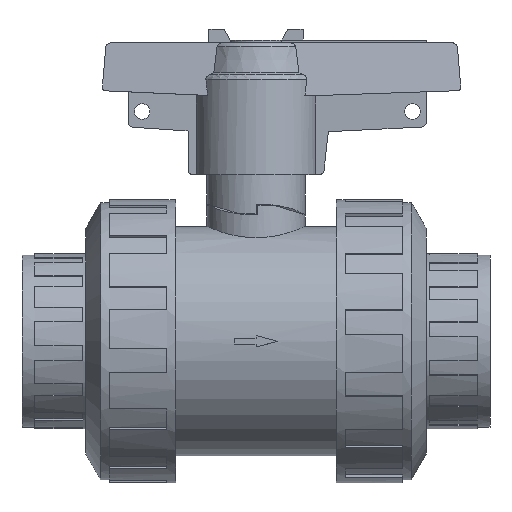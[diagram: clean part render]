
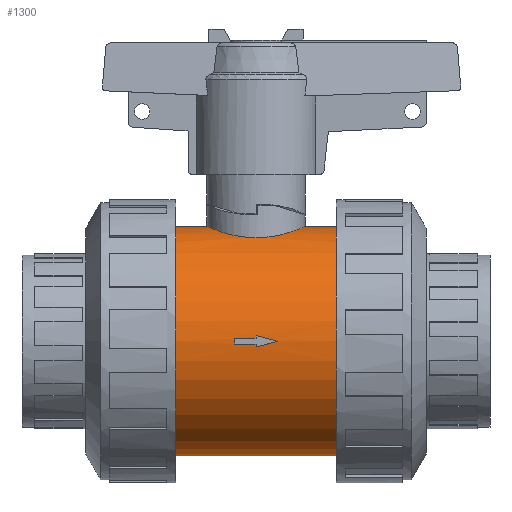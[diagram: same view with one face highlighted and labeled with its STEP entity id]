
A CAD part, front view. The second image highlights one B-rep face of the part: STEP entity #1300.
In plain terms, the highlighted cylindrical face has radius 40.905 mm (diameter 81.81 mm), a partial arc.
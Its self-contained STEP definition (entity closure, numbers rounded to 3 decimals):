
#1300=ADVANCED_FACE('',(#2626,#2627),#2628,.T.);
#2626=FACE_OUTER_BOUND('',#3959,.T.);
#2627=FACE_BOUND('',#3960,.T.);
#2628=CYLINDRICAL_SURFACE('',#3961,40.905);
#3959=EDGE_LOOP('',(#8058,#8059,#8060,#8061,#8062,#8063,#8064));
#3960=EDGE_LOOP('',(#8065,#8066,#8067,#8068,#8069,#8070,#8071));
#3961=AXIS2_PLACEMENT_3D('',#8072,#8073,#8074);
#8058=ORIENTED_EDGE('',*,*,#8207,.T.);
#8059=ORIENTED_EDGE('',*,*,#9811,.T.);
#8060=ORIENTED_EDGE('',*,*,#8210,.T.);
#8061=ORIENTED_EDGE('',*,*,#9812,.T.);
#8062=ORIENTED_EDGE('',*,*,#9813,.T.);
#8063=ORIENTED_EDGE('',*,*,#8209,.T.);
#8064=ORIENTED_EDGE('',*,*,#9814,.T.);
#8065=ORIENTED_EDGE('',*,*,#9795,.T.);
#8066=ORIENTED_EDGE('',*,*,#9784,.T.);
#8067=ORIENTED_EDGE('',*,*,#9773,.T.);
#8068=ORIENTED_EDGE('',*,*,#9760,.T.);
#8069=ORIENTED_EDGE('',*,*,#9765,.T.);
#8070=ORIENTED_EDGE('',*,*,#9777,.T.);
#8071=ORIENTED_EDGE('',*,*,#9788,.T.);
#8072=CARTESIAN_POINT('',(0.0,0.0,0.0));
#8073=DIRECTION('',(1.0,0.0,0.0));
#8074=DIRECTION('',(0.0,0.0,-1.0));
#8207=EDGE_CURVE('',#9888,#9889,#9890,.T.);
#8209=EDGE_CURVE('',#9856,#9891,#9893,.T.);
#8210=EDGE_CURVE('',#9894,#9853,#9895,.T.);
#9760=EDGE_CURVE('',#12200,#12201,#12202,.T.);
#9765=EDGE_CURVE('',#12201,#12209,#12210,.T.);
#9773=EDGE_CURVE('',#12221,#12200,#12222,.T.);
#9777=EDGE_CURVE('',#12209,#12227,#12228,.T.);
#9784=EDGE_CURVE('',#12237,#12221,#12238,.T.);
#9788=EDGE_CURVE('',#12227,#12243,#12244,.T.);
#9795=EDGE_CURVE('',#12243,#12237,#12253,.T.);
#9811=EDGE_CURVE('',#9889,#9894,#12272,.T.);
#9812=EDGE_CURVE('',#9853,#12273,#12274,.T.);
#9813=EDGE_CURVE('',#12273,#9856,#12275,.T.);
#9814=EDGE_CURVE('',#9891,#9888,#12276,.T.);
#9853=VERTEX_POINT('',#12320);
#9856=VERTEX_POINT('',#12324);
#9888=VERTEX_POINT('',#12398);
#9889=VERTEX_POINT('',#12399);
#9890=LINE('',#12400,#12401);
#9891=VERTEX_POINT('',#12402);
#9893=LINE('',#12404,#12405);
#9894=VERTEX_POINT('',#12406);
#9895=LINE('',#12407,#12408);
#12200=VERTEX_POINT('',#15932);
#12201=VERTEX_POINT('',#15933);
#12202=LINE('',#15934,#15935);
#12209=VERTEX_POINT('',#15945);
#12210=CIRCLE('',#15946,40.905);
#12221=VERTEX_POINT('',#15962);
#12222=CIRCLE('',#15963,40.905);
#12227=VERTEX_POINT('',#15970);
#12228=ELLIPSE('',#15971,160.647,40.905);
#12237=VERTEX_POINT('',#15984);
#12238=LINE('',#15985,#15986);
#12243=VERTEX_POINT('',#15993);
#12244=ELLIPSE('',#15994,160.647,40.905);
#12253=CIRCLE('',#16007,40.905);
#12272=CIRCLE('',#16034,40.905);
#12273=VERTEX_POINT('',#16035);
#12274=B_SPLINE_CURVE_WITH_KNOTS('',3,(#16036,#16037,#16038,#16039,#16040,#16041,#16042,#16043,#16044,#16045,#16046,#16047,#16048,#16049,#16050,#16051,#16052,#16053,#16054,#16055),.UNSPECIFIED.,.F.,.F.,(4,2,2,2,2,2,2,2,2,4),(80.195,83.535,86.874,90.213,93.552,96.896,100.24,103.583,105.255,106.927),.UNSPECIFIED.);
#12275=B_SPLINE_CURVE_WITH_KNOTS('',3,(#16056,#16057,#16058,#16059,#16060,#16061,#16062,#16063,#16064,#16065,#16066,#16067,#16068,#16069,#16070,#16071,#16072,#16073,#16074,#16075),.UNSPECIFIED.,.F.,.F.,(4,2,2,2,2,2,2,2,2,4),(0.0,1.672,3.344,6.687,10.031,13.375,16.714,20.053,23.393,26.732),.UNSPECIFIED.);
#12276=CIRCLE('',#16076,40.905);
#12320=CARTESIAN_POINT('',(17.49,0.,40.905));
#12324=CARTESIAN_POINT('',(-17.49,0.,40.905));
#12398=CARTESIAN_POINT('',(-28.676,0.,-40.905));
#12399=CARTESIAN_POINT('',(28.676,0.,-40.905));
#12400=CARTESIAN_POINT('',(0.0,0.,-40.905));
#12401=VECTOR('',#16152,1.0);
#12402=CARTESIAN_POINT('',(-28.676,0.,40.905));
#12404=CARTESIAN_POINT('',(0.0,0.,40.905));
#12405=VECTOR('',#16156,1.0);
#12406=CARTESIAN_POINT('',(28.676,0.,40.905));
#12407=CARTESIAN_POINT('',(0.0,0.,40.905));
#12408=VECTOR('',#16157,1.0);
#15932=CARTESIAN_POINT('',(-7.661,-40.893,1.009));
#15933=CARTESIAN_POINT('',(0.0,-40.893,1.009));
#15934=CARTESIAN_POINT('',(-3.831,-40.893,1.009));
#15935=VECTOR('',#18057,1.0);
#15945=CARTESIAN_POINT('',(0.0,-40.855,2.017));
#15946=AXIS2_PLACEMENT_3D('',#18061,#18062,#18063);
#15962=CARTESIAN_POINT('',(-7.661,-40.893,-1.009));
#15963=AXIS2_PLACEMENT_3D('',#18069,#18070,#18071);
#15970=CARTESIAN_POINT('',(7.661,-40.905,0.0));
#15971=AXIS2_PLACEMENT_3D('',#18074,#18075,#18076);
#15984=CARTESIAN_POINT('',(0.0,-40.893,-1.009));
#15985=CARTESIAN_POINT('',(-3.831,-40.893,-1.009));
#15986=VECTOR('',#18081,1.0);
#15993=CARTESIAN_POINT('',(0.0,-40.855,-2.017));
#15994=AXIS2_PLACEMENT_3D('',#18084,#18085,#18086);
#16007=AXIS2_PLACEMENT_3D('',#18091,#18092,#18093);
#16034=AXIS2_PLACEMENT_3D('',#18102,#18103,#18104);
#16035=CARTESIAN_POINT('',(0.0,-17.49,36.977));
#16036=CARTESIAN_POINT('',(17.49,0.,40.905));
#16037=CARTESIAN_POINT('',(17.49,-1.113,40.905));
#16038=CARTESIAN_POINT('',(17.382,-2.26,40.858));
#16039=CARTESIAN_POINT('',(16.932,-4.532,40.669));
#16040=CARTESIAN_POINT('',(16.591,-5.657,40.527));
#16041=CARTESIAN_POINT('',(15.694,-7.808,40.168));
#16042=CARTESIAN_POINT('',(15.138,-8.835,39.951));
#16043=CARTESIAN_POINT('',(13.858,-10.731,39.484));
#16044=CARTESIAN_POINT('',(13.135,-11.599,39.234));
#16045=CARTESIAN_POINT('',(11.598,-13.136,38.747));
#16046=CARTESIAN_POINT('',(10.729,-13.86,38.492));
#16047=CARTESIAN_POINT('',(8.834,-15.138,38.007));
#16048=CARTESIAN_POINT('',(7.807,-15.694,37.778));
#16049=CARTESIAN_POINT('',(5.658,-16.59,37.393));
#16050=CARTESIAN_POINT('',(4.534,-16.932,37.237));
#16051=CARTESIAN_POINT('',(2.83,-17.269,37.081));
#16052=CARTESIAN_POINT('',(2.259,-17.353,37.042));
#16053=CARTESIAN_POINT('',(1.123,-17.463,36.99));
#16054=CARTESIAN_POINT('',(0.557,-17.49,36.977));
#16055=CARTESIAN_POINT('',(0.0,-17.49,36.977));
#16056=CARTESIAN_POINT('',(0.0,-17.49,36.977));
#16057=CARTESIAN_POINT('',(-0.557,-17.49,36.977));
#16058=CARTESIAN_POINT('',(-1.123,-17.463,36.99));
#16059=CARTESIAN_POINT('',(-2.259,-17.353,37.042));
#16060=CARTESIAN_POINT('',(-2.83,-17.269,37.081));
#16061=CARTESIAN_POINT('',(-4.534,-16.932,37.237));
#16062=CARTESIAN_POINT('',(-5.658,-16.59,37.393));
#16063=CARTESIAN_POINT('',(-7.807,-15.694,37.778));
#16064=CARTESIAN_POINT('',(-8.834,-15.138,38.007));
#16065=CARTESIAN_POINT('',(-10.729,-13.86,38.492));
#16066=CARTESIAN_POINT('',(-11.598,-13.136,38.747));
#16067=CARTESIAN_POINT('',(-13.135,-11.599,39.234));
#16068=CARTESIAN_POINT('',(-13.858,-10.731,39.484));
#16069=CARTESIAN_POINT('',(-15.138,-8.835,39.951));
#16070=CARTESIAN_POINT('',(-15.694,-7.808,40.168));
#16071=CARTESIAN_POINT('',(-16.591,-5.657,40.527));
#16072=CARTESIAN_POINT('',(-16.932,-4.532,40.669));
#16073=CARTESIAN_POINT('',(-17.382,-2.26,40.858));
#16074=CARTESIAN_POINT('',(-17.49,-1.113,40.905));
#16075=CARTESIAN_POINT('',(-17.49,0.,40.905));
#16076=AXIS2_PLACEMENT_3D('',#18105,#18106,#18107);
#16152=DIRECTION('',(1.0,0.0,0.0));
#16156=DIRECTION('',(-1.0,-0.0,-0.0));
#16157=DIRECTION('',(-1.0,-0.0,-0.0));
#18057=DIRECTION('',(1.0,0.0,0.0));
#18061=CARTESIAN_POINT('',(0.0,0.0,0.0));
#18062=DIRECTION('',(-1.0,0.0,0.0));
#18063=DIRECTION('',(0.0,0.0,-1.0));
#18069=CARTESIAN_POINT('',(-7.661,0.0,0.0));
#18070=DIRECTION('',(-1.0,0.0,0.0));
#18071=DIRECTION('',(0.0,0.0,-1.0));
#18074=CARTESIAN_POINT('',(7.661,0.0,0.0));
#18075=DIRECTION('',(0.255,-0.0,0.967));
#18076=DIRECTION('',(0.967,0.0,-0.255));
#18081=DIRECTION('',(-1.0,-0.0,-0.0));
#18084=CARTESIAN_POINT('',(7.661,0.0,0.0));
#18085=DIRECTION('',(0.255,0.0,-0.967));
#18086=DIRECTION('',(-0.967,0.0,-0.255));
#18091=CARTESIAN_POINT('',(0.0,0.0,0.0));
#18092=DIRECTION('',(-1.0,0.0,0.0));
#18093=DIRECTION('',(0.0,0.0,-1.0));
#18102=CARTESIAN_POINT('',(28.676,0.0,0.0));
#18103=DIRECTION('',(-1.0,0.0,0.0));
#18104=DIRECTION('',(0.0,0.0,-1.0));
#18105=CARTESIAN_POINT('',(-28.676,0.0,0.0));
#18106=DIRECTION('',(1.0,0.0,0.0));
#18107=DIRECTION('',(0.0,0.0,-1.0));
